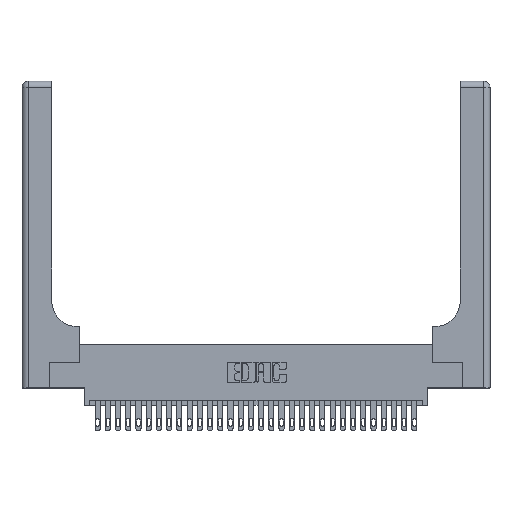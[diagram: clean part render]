
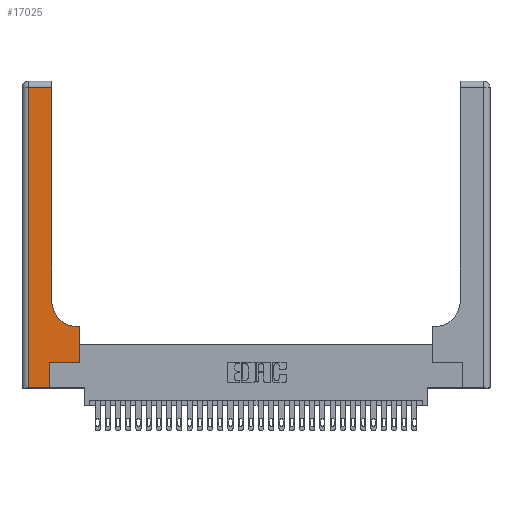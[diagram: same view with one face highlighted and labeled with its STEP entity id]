
A CAD part, top view. The second image highlights one B-rep face of the part: STEP entity #17025.
In plain terms, the highlighted planar face has unit normal (0, 0, 1).
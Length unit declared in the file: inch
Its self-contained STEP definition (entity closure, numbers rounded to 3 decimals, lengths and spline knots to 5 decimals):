
#759 = LINE ( 'NONE', #19464, #22938 ) ;
#1103 = DIRECTION ( 'NONE',  ( 0., 0., -1. ) ) ;
#1214 = CARTESIAN_POINT ( 'NONE',  ( 0., 2.94, 0.37 ) ) ;
#2232 = CARTESIAN_POINT ( 'NONE',  ( 0.06, 2.94, 0.37 ) ) ;
#3183 = VECTOR ( 'NONE', #29509, 39.37008 ) ;
#3358 = CARTESIAN_POINT ( 'NONE',  ( 0., 3., 0.37 ) ) ;
#3510 = ORIENTED_EDGE ( 'NONE', *, *, #24297, .T. ) ;
#3608 = EDGE_CURVE ( 'NONE', #30036, #18297, #22549, .T. ) ;
#4521 = AXIS2_PLACEMENT_3D ( 'NONE', #29548, #7752, #5392 ) ;
#4674 = CARTESIAN_POINT ( 'NONE',  ( 0.5415, 0.6, 0.37 ) ) ;
#4695 = DIRECTION ( 'NONE',  ( -1., 0., 0. ) ) ;
#5026 = CARTESIAN_POINT ( 'NONE',  ( 0.2915, 3., 0.37 ) ) ;
#5152 = CARTESIAN_POINT ( 'NONE',  ( 0.269, 0., 0.37 ) ) ;
#5392 = DIRECTION ( 'NONE',  ( 1., 0., 0. ) ) ;
#5458 = VECTOR ( 'NONE', #26056, 39.37008 ) ;
#5774 = CARTESIAN_POINT ( 'NONE',  ( 0.269, 0.25, 0.37 ) ) ;
#6137 = DIRECTION ( 'NONE',  ( -1., 0., 0. ) ) ;
#6259 = CARTESIAN_POINT ( 'NONE',  ( 0., 0., 0.37 ) ) ;
#7317 = VERTEX_POINT ( 'NONE', #4674 ) ;
#7356 = VERTEX_POINT ( 'NONE', #7568 ) ;
#7568 = CARTESIAN_POINT ( 'NONE',  ( 0.2915, 2.94, 0.37 ) ) ;
#7752 = DIRECTION ( 'NONE',  ( 0., 0., -1. ) ) ;
#7915 = VECTOR ( 'NONE', #13229, 39.37008 ) ;
#8154 = EDGE_CURVE ( 'NONE', #20327, #27751, #15846, .T. ) ;
#8547 = VECTOR ( 'NONE', #6137, 39.37008 ) ;
#8838 = FACE_OUTER_BOUND ( 'NONE', #22282, .T. ) ;
#9646 = ORIENTED_EDGE ( 'NONE', *, *, #13985, .T. ) ;
#9677 = DIRECTION ( 'NONE',  ( 0., -1., 0. ) ) ;
#10320 = VECTOR ( 'NONE', #9677, 39.37008 ) ;
#11605 = CIRCLE ( 'NONE', #4521, 0.25 ) ;
#11801 = VERTEX_POINT ( 'NONE', #23334 ) ;
#13030 = EDGE_CURVE ( 'NONE', #22102, #7356, #28434, .T. ) ;
#13229 = DIRECTION ( 'NONE',  ( 1., 0., 0. ) ) ;
#13824 = DIRECTION ( 'NONE',  ( 0., 1., 0. ) ) ;
#13985 = EDGE_CURVE ( 'NONE', #7356, #30036, #28810, .T. ) ;
#14633 = ORIENTED_EDGE ( 'NONE', *, *, #21275, .T. ) ;
#15714 = CARTESIAN_POINT ( 'NONE',  ( 0.06, 0., 0.37 ) ) ;
#15846 = LINE ( 'NONE', #5152, #31599 ) ;
#16539 = EDGE_CURVE ( 'NONE', #18297, #20327, #22671, .T. ) ;
#17025 = ADVANCED_FACE ( 'NONE', ( #8838 ), #23234, .F. ) ;
#17754 = EDGE_CURVE ( 'NONE', #11801, #7317, #759, .T. ) ;
#17797 = ORIENTED_EDGE ( 'NONE', *, *, #16539, .T. ) ;
#17839 = CARTESIAN_POINT ( 'NONE',  ( 0.269, 0.25, 0.37 ) ) ;
#17918 = ORIENTED_EDGE ( 'NONE', *, *, #17754, .T. ) ;
#18229 = DIRECTION ( 'NONE',  ( -1., 0., 0. ) ) ;
#18297 = VERTEX_POINT ( 'NONE', #15714 ) ;
#19014 = LINE ( 'NONE', #17839, #7915 ) ;
#19464 = CARTESIAN_POINT ( 'NONE',  ( 0.2915, 0.6, 0.37 ) ) ;
#19755 = AXIS2_PLACEMENT_3D ( 'NONE', #3358, #1103, #18229 ) ;
#20327 = VERTEX_POINT ( 'NONE', #25682 ) ;
#21275 = EDGE_CURVE ( 'NONE', #27751, #28831, #19014, .T. ) ;
#22088 = ORIENTED_EDGE ( 'NONE', *, *, #3608, .T. ) ;
#22102 = VERTEX_POINT ( 'NONE', #27037 ) ;
#22282 = EDGE_LOOP ( 'NONE', ( #27562, #9646, #22088, #17797, #23429, #14633, #29051, #17918, #3510 ) ) ;
#22549 = LINE ( 'NONE', #27862, #10320 ) ;
#22671 = LINE ( 'NONE', #6259, #5458 ) ;
#22927 = VECTOR ( 'NONE', #13824, 39.37008 ) ;
#22938 = VECTOR ( 'NONE', #4695, 39.37008 ) ;
#23234 = PLANE ( 'NONE',  #19755 ) ;
#23334 = CARTESIAN_POINT ( 'NONE',  ( 0.5585, 0.6, 0.37 ) ) ;
#23429 = ORIENTED_EDGE ( 'NONE', *, *, #8154, .T. ) ;
#23432 = CARTESIAN_POINT ( 'NONE',  ( 0.5585, 0.25, 0.37 ) ) ;
#24297 = EDGE_CURVE ( 'NONE', #7317, #22102, #11605, .T. ) ;
#24653 = DIRECTION ( 'NONE',  ( 0., 1., 0. ) ) ;
#25682 = CARTESIAN_POINT ( 'NONE',  ( 0.269, 0., 0.37 ) ) ;
#26056 = DIRECTION ( 'NONE',  ( 1., 0., 0. ) ) ;
#27037 = CARTESIAN_POINT ( 'NONE',  ( 0.2915, 0.85, 0.37 ) ) ;
#27562 = ORIENTED_EDGE ( 'NONE', *, *, #13030, .T. ) ;
#27751 = VERTEX_POINT ( 'NONE', #5774 ) ;
#27862 = CARTESIAN_POINT ( 'NONE',  ( 0.06, 3., 0.37 ) ) ;
#28434 = LINE ( 'NONE', #5026, #3183 ) ;
#28810 = LINE ( 'NONE', #1214, #8547 ) ;
#28831 = VERTEX_POINT ( 'NONE', #31620 ) ;
#29051 = ORIENTED_EDGE ( 'NONE', *, *, #31433, .T. ) ;
#29428 = LINE ( 'NONE', #23432, #22927 ) ;
#29509 = DIRECTION ( 'NONE',  ( 0., 1., 0. ) ) ;
#29548 = CARTESIAN_POINT ( 'NONE',  ( 0.5415, 0.85, 0.37 ) ) ;
#30036 = VERTEX_POINT ( 'NONE', #2232 ) ;
#31433 = EDGE_CURVE ( 'NONE', #28831, #11801, #29428, .T. ) ;
#31599 = VECTOR ( 'NONE', #24653, 39.37008 ) ;
#31620 = CARTESIAN_POINT ( 'NONE',  ( 0.5585, 0.25, 0.37 ) ) ;
